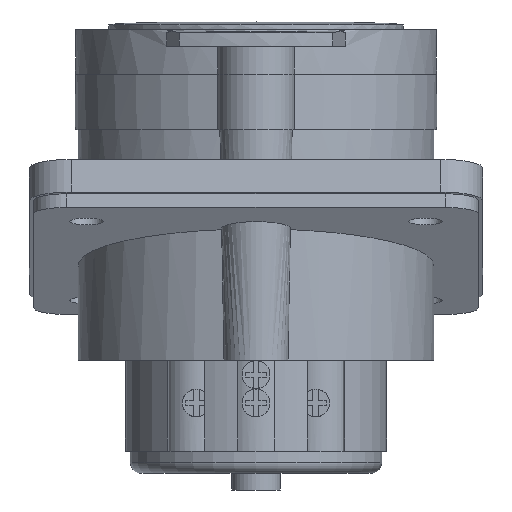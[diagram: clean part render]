
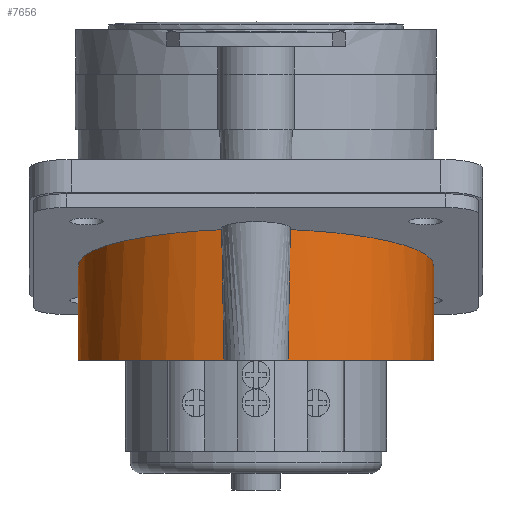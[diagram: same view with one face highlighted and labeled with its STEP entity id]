
A CAD part, front view. The second image highlights one B-rep face of the part: STEP entity #7656.
In plain terms, the highlighted cylindrical face has radius 32 mm (diameter 64 mm), a partial arc.
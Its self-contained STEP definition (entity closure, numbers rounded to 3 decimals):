
#24 = CARTESIAN_POINT ( 'NONE',  ( 0., 0., 0. ) ) ;
#195 = FACE_OUTER_BOUND ( 'NONE', #3617, .T. ) ;
#235 = CARTESIAN_POINT ( 'NONE',  ( 6.082, -31.417, 18.345 ) ) ;
#275 = EDGE_CURVE ( 'NONE', #2116, #8081, #3385, .T. ) ;
#765 = ORIENTED_EDGE ( 'NONE', *, *, #8420, .T. ) ;
#907 = CARTESIAN_POINT ( 'NONE',  ( -6.175, -31.398, 23.525 ) ) ;
#999 = CARTESIAN_POINT ( 'NONE',  ( 58.526, -21.102, 21.431 ) ) ;
#1517 = DIRECTION ( 'NONE',  ( 0., 0., -1. ) ) ;
#1596 = CARTESIAN_POINT ( 'NONE',  ( 5.861, -31.459, 6.115 ) ) ;
#1805 = VERTEX_POINT ( 'NONE', #2572 ) ;
#1834 = CARTESIAN_POINT ( 'NONE',  ( -6.173, -31.399, 23.402 ) ) ;
#1915 = CARTESIAN_POINT ( 'NONE',  ( -6.171, -31.399, 23.279 ) ) ;
#2116 = VERTEX_POINT ( 'NONE', #2594 ) ;
#2267 = CARTESIAN_POINT ( 'NONE',  ( 6.175, -31.398, 23.525 ) ) ;
#2534 = CARTESIAN_POINT ( 'NONE',  ( -6.029, -31.427, 15.437 ) ) ;
#2572 = CARTESIAN_POINT ( 'NONE',  ( 6.175, -31.398, 23.525 ) ) ;
#2594 = CARTESIAN_POINT ( 'NONE',  ( -5.75, -31.479, 0. ) ) ;
#2686 = DIRECTION ( 'NONE',  ( 0., 0., 1. ) ) ;
#3173 = CARTESIAN_POINT ( 'NONE',  ( -6.168, -31.4, 23.155 ) ) ;
#3254 = CARTESIAN_POINT ( 'NONE',  ( -6.175, -31.398, 23.525 ) ) ;
#3385 = B_SPLINE_CURVE_WITH_KNOTS ( 'NONE', 3,
 ( #5216, #5139, #3951, #5764, #2534, #7850, #3173, #1915, #1834, #3254 ),
 .UNSPECIFIED., .F., .F.,
 ( 4, 3, 3, 4 ),
 ( 0., 0.012, 0.023, 0.024 ),
 .UNSPECIFIED. ) ;
#3449 = AXIS2_PLACEMENT_3D ( 'NONE', #24, #2686, #5370 ) ;
#3555 = CARTESIAN_POINT ( 'NONE',  ( 0., 32., 10.627 ) ) ;
#3617 = EDGE_LOOP ( 'NONE', ( #5204, #7306, #765, #8304 ) ) ;
#3951 = CARTESIAN_POINT ( 'NONE',  ( -5.889, -31.453, 7.718 ) ) ;
#4242 = CARTESIAN_POINT ( 'NONE',  ( 5.75, -31.479, 0. ) ) ;
#4306 = CARTESIAN_POINT ( 'NONE',  ( -58.526, -21.102, 21.431 ) ) ;
#4391 = EDGE_CURVE ( 'NONE', #8081, #1805, #5028, .T. ) ;
#4818 = VERTEX_POINT ( 'NONE', #5549 ) ;
#4863 = CARTESIAN_POINT ( 'NONE',  ( 6.144, -31.405, 21.799 ) ) ;
#5028 =( BOUNDED_CURVE ( )  B_SPLINE_CURVE ( 3, ( #907, #4306, #7555, #3555, #6950, #999, #2267 ),
 .UNSPECIFIED., .F., .F. ) 
 B_SPLINE_CURVE_WITH_KNOTS ( ( 4, 3, 4 ),
 ( 3.336, 6.283, 9.231 ),
 .UNSPECIFIED. ) 
 CURVE ( )  GEOMETRIC_REPRESENTATION_ITEM ( )  RATIONAL_B_SPLINE_CURVE ( ( 1., 0.398, 0.398, 1., 0.398, 0.398, 1. ) ) 
 REPRESENTATION_ITEM ( '' )  );
#5139 = CARTESIAN_POINT ( 'NONE',  ( -5.82, -31.466, 3.859 ) ) ;
#5204 = ORIENTED_EDGE ( 'NONE', *, *, #4391, .T. ) ;
#5216 = CARTESIAN_POINT ( 'NONE',  ( -5.75, -31.479, 0. ) ) ;
#5370 = DIRECTION ( 'NONE',  ( 1., 0., 0. ) ) ;
#5459 = DIRECTION ( 'NONE',  ( -1., 0., 0. ) ) ;
#5545 = CARTESIAN_POINT ( 'NONE',  ( 5.971, -31.438, 12.23 ) ) ;
#5549 = CARTESIAN_POINT ( 'NONE',  ( 5.75, -31.479, 0. ) ) ;
#5575 = CARTESIAN_POINT ( 'NONE',  ( -6.175, -31.398, 23.525 ) ) ;
#5764 = CARTESIAN_POINT ( 'NONE',  ( -5.959, -31.44, 11.578 ) ) ;
#5981 = B_SPLINE_CURVE_WITH_KNOTS ( 'NONE', 3,
 ( #7545, #4863, #7508, #235, #5545, #1596, #4242 ),
 .UNSPECIFIED., .F., .F.,
 ( 4, 3, 4 ),
 ( 0.018, 0.023, 0.042 ),
 .UNSPECIFIED. ) ;
#6124 = AXIS2_PLACEMENT_3D ( 'NONE', #8067, #1517, #5459 ) ;
#6156 = CYLINDRICAL_SURFACE ( 'NONE', #6124, 32. ) ;
#6950 = CARTESIAN_POINT ( 'NONE',  ( 53.353, 32., 10.627 ) ) ;
#7306 = ORIENTED_EDGE ( 'NONE', *, *, #7724, .T. ) ;
#7508 = CARTESIAN_POINT ( 'NONE',  ( 6.113, -31.411, 20.072 ) ) ;
#7545 = CARTESIAN_POINT ( 'NONE',  ( 6.175, -31.398, 23.525 ) ) ;
#7555 = CARTESIAN_POINT ( 'NONE',  ( -53.353, 32., 10.627 ) ) ;
#7656 = ADVANCED_FACE ( 'NONE', ( #195 ), #6156, .T. ) ;
#7724 = EDGE_CURVE ( 'NONE', #1805, #4818, #5981, .T. ) ;
#7850 = CARTESIAN_POINT ( 'NONE',  ( -6.099, -31.414, 19.296 ) ) ;
#8067 = CARTESIAN_POINT ( 'NONE',  ( 0., 0., 41.5 ) ) ;
#8081 = VERTEX_POINT ( 'NONE', #5575 ) ;
#8156 = CIRCLE ( 'NONE', #3449, 32. ) ;
#8304 = ORIENTED_EDGE ( 'NONE', *, *, #275, .T. ) ;
#8420 = EDGE_CURVE ( 'NONE', #4818, #2116, #8156, .T. ) ;
